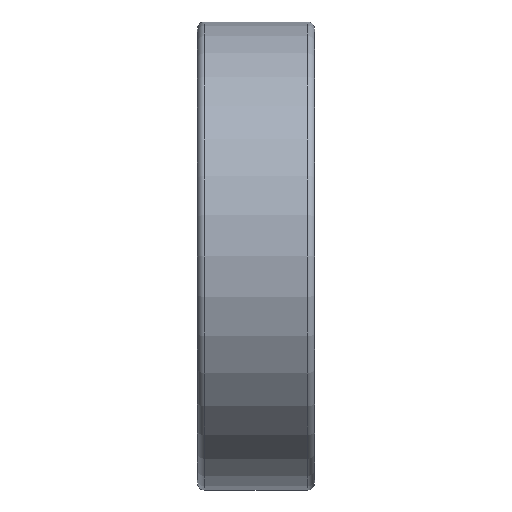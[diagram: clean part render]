
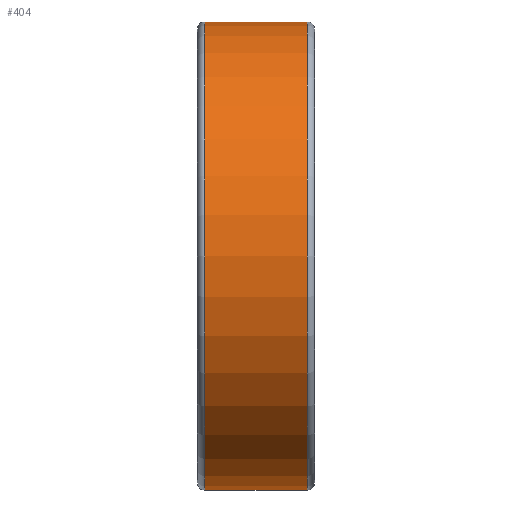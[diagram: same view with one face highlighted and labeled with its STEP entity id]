
A CAD part, front view. The second image highlights one B-rep face of the part: STEP entity #404.
In plain terms, the highlighted cylindrical face has radius 50 mm (diameter 100 mm), a full revolution.
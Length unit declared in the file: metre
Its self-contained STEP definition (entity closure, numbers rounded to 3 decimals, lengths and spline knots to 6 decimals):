
#59=CYLINDRICAL_SURFACE('',#467,0.05);
#82=ORIENTED_EDGE('',*,*,#153,.T.);
#83=ORIENTED_EDGE('',*,*,#154,.F.);
#153=EDGE_CURVE('',#191,#191,#229,.T.);
#154=EDGE_CURVE('',#192,#192,#230,.T.);
#191=VERTEX_POINT('',#667);
#192=VERTEX_POINT('',#670);
#229=CIRCLE('',#466,0.05);
#230=CIRCLE('',#468,0.05);
#256=EDGE_LOOP('',(#82));
#257=EDGE_LOOP('',(#83));
#332=FACE_BOUND('',#256,.T.);
#333=FACE_BOUND('',#257,.T.);
#404=ADVANCED_FACE('',(#332,#333),#59,.T.);
#466=AXIS2_PLACEMENT_3D('',#666,#549,#550);
#467=AXIS2_PLACEMENT_3D('',#668,#551,#552);
#468=AXIS2_PLACEMENT_3D('',#669,#553,#554);
#549=DIRECTION('',(1.,0.,0.));
#550=DIRECTION('',(0.,1.,0.));
#551=DIRECTION('',(1.,0.,0.));
#552=DIRECTION('',(0.,1.,0.));
#553=DIRECTION('',(1.,0.,0.));
#554=DIRECTION('',(0.,1.,0.));
#666=CARTESIAN_POINT('',(0.0015,0.,0.));
#667=CARTESIAN_POINT('',(0.0015,0.05,0.));
#668=CARTESIAN_POINT('',(0.0125,0.,0.));
#669=CARTESIAN_POINT('',(0.0235,0.,0.));
#670=CARTESIAN_POINT('',(0.0235,0.05,0.));
